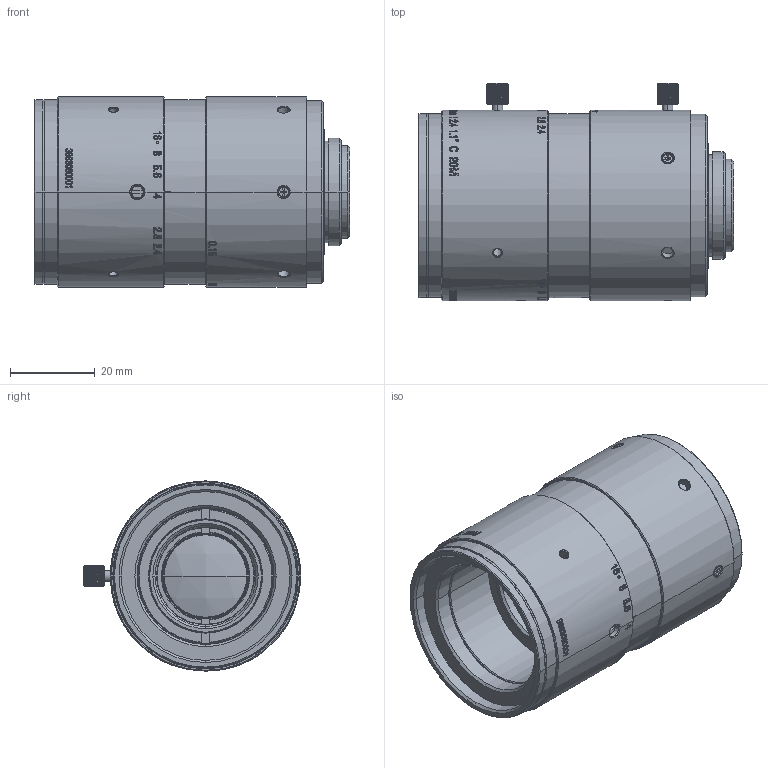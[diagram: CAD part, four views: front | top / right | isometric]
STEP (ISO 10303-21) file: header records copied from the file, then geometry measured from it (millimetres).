
FILE_DESCRIPTION (( 'STEP AP203' ), '1' );
FILE_NAME ('600146.step', '2025-04-14T08:39:35', ( 'MSI' ), ( '' ), 'SwSTEP 2.0', 'SolidWorks 2020', '' );
FILE_SCHEMA (( 'CONFIG_CONTROL_DESIGN' ));
Length unit declared in the file: millimetre
Products named in the file (26): M1_4X3__1_1.stp; V330171A-000_ASM_25_ASM_1_ASM.stp; PM1_7X5_00_2_1.stp; V330171A-0002_7_ASM_1_ASM.stp; V330171A-612_12_1.stp; V330171B-606.stp; DZO_LA3524A_1112_ASM_ASM_1_ASM.stp; V330171A-000_ASM_26_ASM_1_ASM.stp; V330171A-000_ASM_22_ASM_1_ASM.stp; M2_5X60001_1_1.stp; V330171A-0005_3_1_1.stp; 600146.stp; V330171A-607_25_1.stp; V330171A-000_ASM_16_ASM_1_ASM.stp; I741411C_0001_1_1.stp; V330171A-0002_7_2_1.stp; V330171A-601_25_1.stp; V330171A-608_38_1.stp; V330171A-602_16_1.stp; V330171A-611_12_1.stp; V330171A-603_25_1.stp; V330171A-609_19_1.stp; V330171A-610_25_1.stp; V330171A-0005_3_ASM_1_ASM.stp; DZO_LA3524A_1112_ASM_57_ASM_1_ASM.stp; 600146
Assembly tree (30 placements, depth 7):
  600146
    600146.stp
      DZO_LA3524A_1112_ASM_ASM_1_ASM.stp
        DZO_LA3524A_1112_ASM_57_ASM_1_ASM.stp
          V330171A-000_ASM_26_ASM_1_ASM.stp
            V330171A-0002_7_ASM_1_ASM.stp
              V330171A-0002_7_2_1.stp
            V330171A-602_16_1.stp
            V330171A-603_25_1.stp
            V330171A-609_19_1.stp
            V330171A-608_38_1.stp
            V330171A-610_25_1.stp
            PM1_7X5_00_2_1.stp  x3
          V330171A-000_ASM_25_ASM_1_ASM.stp
            V330171A-0005_3_ASM_1_ASM.stp
              V330171A-0005_3_1_1.stp
            V330171A-601_25_1.stp
            V330171A-612_12_1.stp
            V330171A-611_12_1.stp
          V330171A-000_ASM_22_ASM_1_ASM.stp
            V330171A-607_25_1.stp
            M2_5X60001_1_1.stp
            M1_4X3__1_1.stp  x3
          V330171A-000_ASM_16_ASM_1_ASM.stp
            I741411C_0001_1_1.stp
            M2_5X60001_1_1.stp
      V330171B-606.stp
Bounding box: 74.64 x 51.4 x 45 mm (x, y, z)
Volume: 63844 mm3; surface area: 54683.9 mm2
Topology: 21 solids, 21 shells, 2543 faces, 6580 edges, 4248 vertices
Faces by surface type: bspline 865, plane 749, cylinder 519, cone 352, torus 50, sphere 8
Entity records: 116874 total; most frequent: CARTESIAN_POINT 63889, ORIENTED_EDGE 11728, DIRECTION 8059, EDGE_CURVE 5864, VERTEX_POINT 3794, AXIS2_PLACEMENT_3D 2847, EDGE_LOOP 2504, LINE 2365
